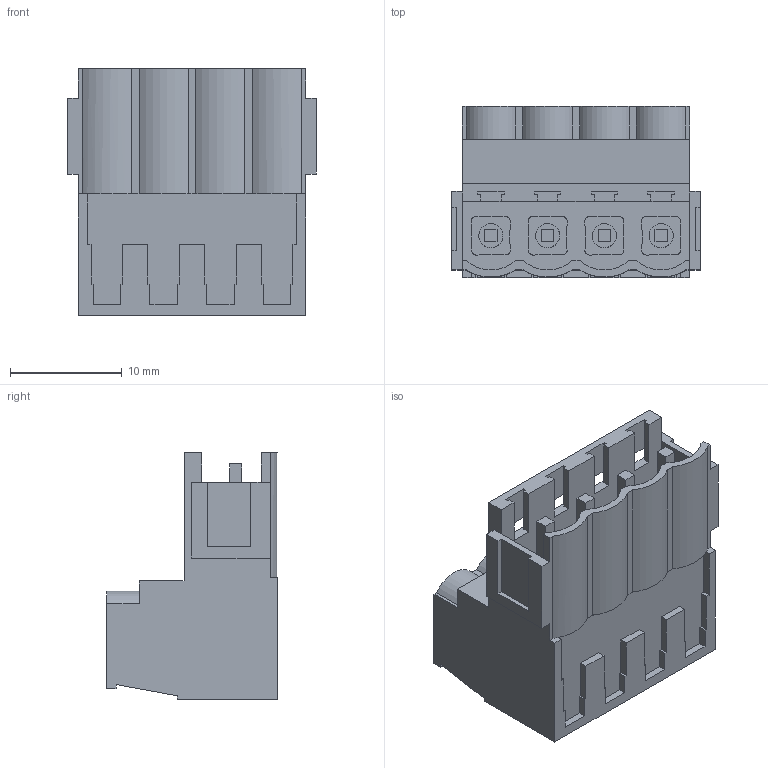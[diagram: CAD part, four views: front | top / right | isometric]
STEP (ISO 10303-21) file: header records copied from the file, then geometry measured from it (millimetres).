
FILE_DESCRIPTION(('CATIA V5 STEP Exchange','CAx-IF Rec.Pracs.--- Model Styling and Organization---1.4--- 2014-01-23'),'2;1');
FILE_NAME ('D1454253_1_1645250000_1645250000.stp','2022-08-02T07:13:07+00:00',('none'),('Weidmueller'),'CATIA Version 5-6 Release 2016 SP3 HF44','CATIA V5 STEP AP214','none');
FILE_SCHEMA(('AUTOMOTIVE_DESIGN { 1 0 10303 214 1 1 1 1 }'));
Length unit declared in the file: millimetre
Products named in the file (1): 1645250000
Bounding box: 22.28 x 15.3 x 22.05 mm (x, y, z)
Volume: 3545.9 mm3; surface area: 3432.8 mm2
Topology: 9 solids, 9 shells, 317 faces, 830 edges, 547 vertices
Faces by surface type: plane 249, cylinder 52, extrusion 16
Entity records: 9692 total; most frequent: CARTESIAN_POINT 2231, ORIENTED_EDGE 1660, DIRECTION 1252, EDGE_CURVE 830, VECTOR 692, LINE 676, VERTEX_POINT 547, EDGE_LOOP 341
